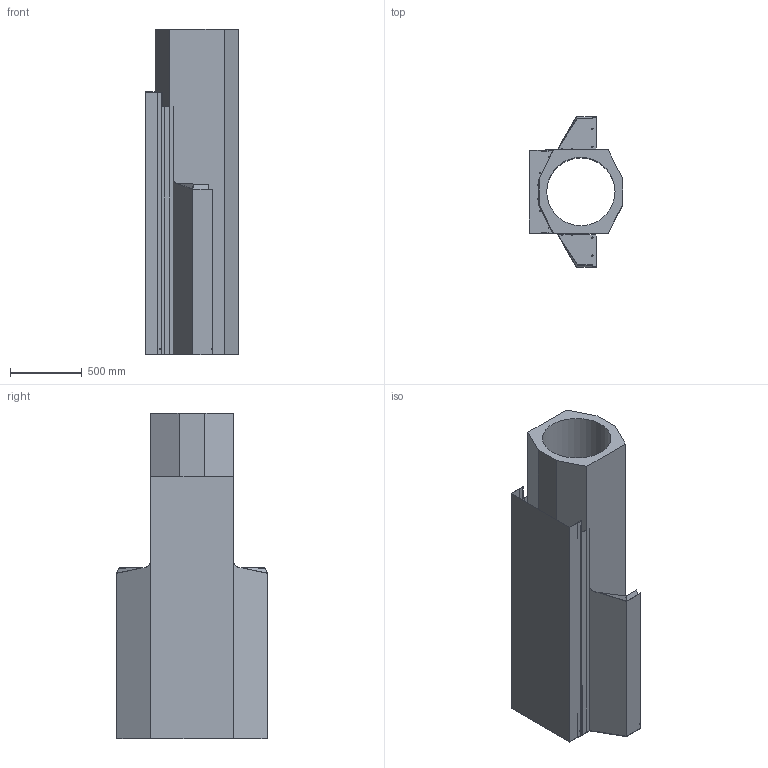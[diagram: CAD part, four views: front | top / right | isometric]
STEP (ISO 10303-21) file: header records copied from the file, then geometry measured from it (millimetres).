
FILE_DESCRIPTION(('FreeCAD Model'),'2;1');
FILE_NAME('Open CASCADE Shape Model','2025-08-13T15:02:47',(''),(''), 'Open CASCADE STEP processor 7.6','FreeCAD','Unknown');
FILE_SCHEMA(('AUTOMOTIVE_DESIGN { 1 0 10303 214 1 1 1 1 }'));
Length unit declared in the file: millimetre
Products named in the file (1): Z
Bounding box: 648 x 1046 x 2264.5 mm (x, y, z)
Volume: 272974745.3 mm3; surface area: 13740678.9 mm2
Topology: 1 solids, 1 shells, 169 faces, 488 edges, 318 vertices
Faces by surface type: plane 116, cylinder 49, bspline 4
Full cylindrical faces by diameter (mm): 5 x2, 7 x12, 9 x4, 475 x1, 504 x1, 530 x1
Entity records: 12581 total; most frequent: CARTESIAN_POINT 2905, DIRECTION 1774, LINE 1151, VECTOR 1151, ORIENTED_EDGE 976, PCURVE 976, DEFINITIONAL_REPRESENTATION 976, EDGE_CURVE 488
